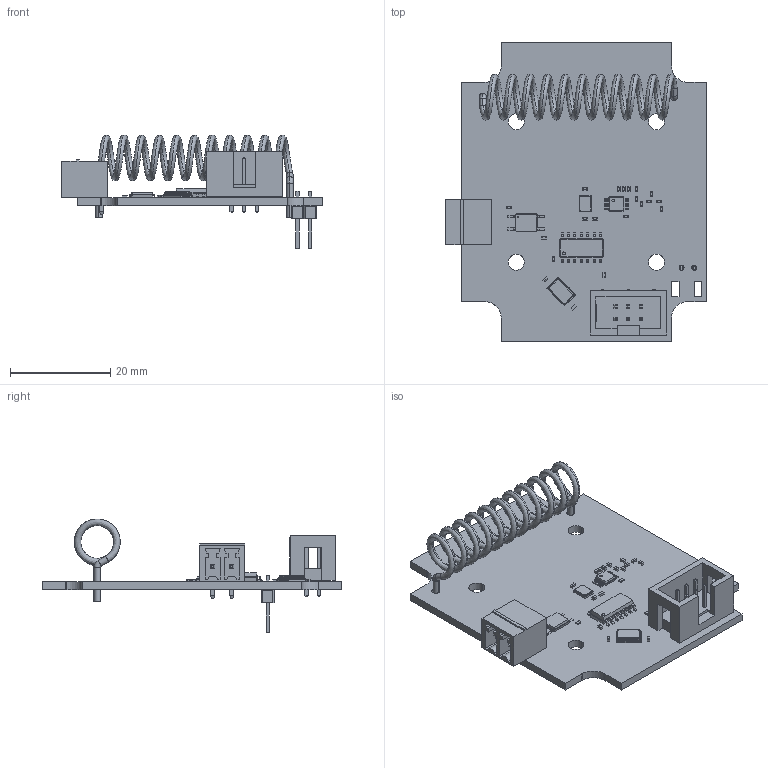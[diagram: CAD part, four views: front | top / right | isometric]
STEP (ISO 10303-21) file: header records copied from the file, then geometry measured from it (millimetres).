
FILE_DESCRIPTION(('KiCad electronic assembly'),'2;1');
FILE_NAME('cncvac.step','2025-01-01T16:52:40',('Pcbnew'),('Kicad'), 'Open CASCADE STEP processor 7.8','KiCad to STEP converter','Unknown' );
FILE_SCHEMA(('AUTOMOTIVE_DESIGN { 1 0 10303 214 1 1 1 1 }'));
Length unit declared in the file: millimetre
Products named in the file (26): cncvac 1; C_0402_1005Metric; L_0402_1005Metric; MSOP-10_3x3mm_P0.5mm; MSOP_10_3x3mm_P05mm; R_0402_1005Metric; Crystal_SMD_3225-4Pin_3.2x2.5mm; Crystal_SMD_5032-2Pin_5.0x3.2mm; c-ant-433-heth-b-3d; C-ANT-433-HETH; IDC-Header_2x03_P2.54mm_Vertical; IDC_Header_2x03_P254mm_Vertical; PhoenixContact_MC_1,5_2-G-3.81_1x02_P3.81mm_Horizontal; MC_01x02_G_3_81mm; SO-4_4.4x3.6mm_P2.54mm; SO_4_44x36mm_P254mm; SOIC-14_3.9x8.7mm_P1.27mm; SOIC_14_39x87mm_P127mm; PinHeader_1x02_P2.54mm_Vertical; PinHeader_1x02_P254mm_Vertical; cncvac_PCB
Assembly tree (42 placements, depth 3):
  cncvac 1
    C_0402_1005Metric  x14
      C_0402_1005Metric
    L_0402_1005Metric  x2
      L_0402_1005Metric
    MSOP-10_3x3mm_P0.5mm
      MSOP_10_3x3mm_P05mm
    R_0402_1005Metric  x4
      R_0402_1005Metric
    Crystal_SMD_3225-4Pin_3.2x2.5mm
      Crystal_SMD_3225-4Pin_3.2x2.5mm
    Crystal_SMD_5032-2Pin_5.0x3.2mm
      Crystal_SMD_5032-2Pin_5.0x3.2mm
    c-ant-433-heth-b-3d
      C-ANT-433-HETH
    IDC-Header_2x03_P2.54mm_Vertical
      IDC_Header_2x03_P254mm_Vertical
    PhoenixContact_MC_1,5_2-G-3.81_1x02_P3.81mm_Horizontal
      MC_01x02_G_3_81mm
    SO-4_4.4x3.6mm_P2.54mm
      SO_4_44x36mm_P254mm
    SOIC-14_3.9x8.7mm_P1.27mm
      SOIC_14_39x87mm_P127mm
    PinHeader_1x02_P2.54mm_Vertical
      PinHeader_1x02_P254mm_Vertical
    cncvac_PCB
Bounding box: 52.02 x 59.73 x 22.73 mm (x, y, z)
Volume: 5782.1 mm3; surface area: 9190.3 mm2
Topology: 30 solids, 30 shells, 1614 faces, 4107 edges, 2612 vertices
Faces by surface type: plane 1018, cylinder 454, bspline 102, torus 40
Full cylindrical faces by diameter (mm): 0.2 x1, 0.5 x1, 0.6 x1, 1 x14, 1.2 x2, 1.52 x2
Entity records: 47959 total; most frequent: CARTESIAN_POINT 12397, ORIENTED_EDGE 5790, DIRECTION 5531, EDGE_CURVE 2895, LINE 2215, VECTOR 2215, VERTEX_POINT 1808, AXIS2_PLACEMENT_3D 1658
